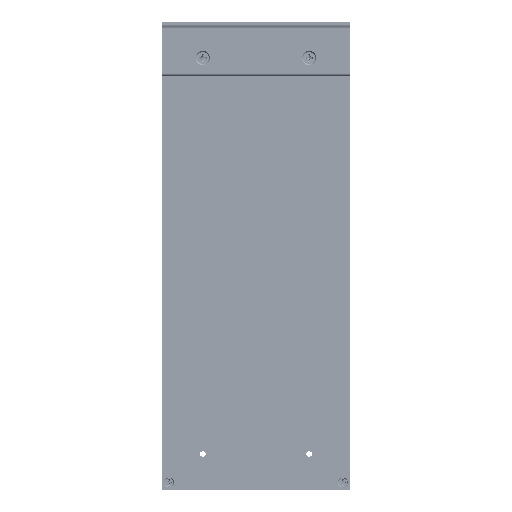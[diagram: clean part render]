
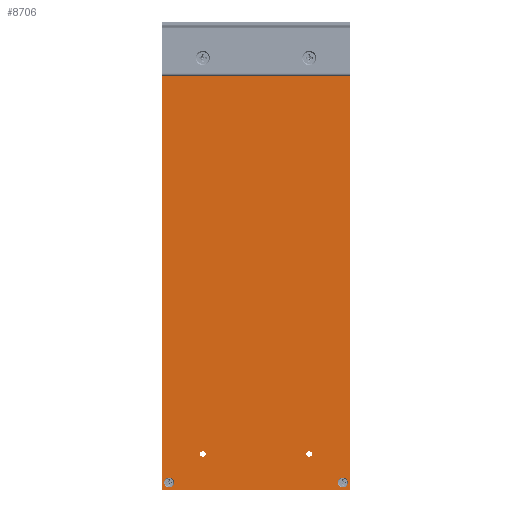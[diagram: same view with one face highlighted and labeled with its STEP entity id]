
A CAD part, front view. The second image highlights one B-rep face of the part: STEP entity #8706.
In plain terms, the highlighted planar face has unit normal (0, -1, 0).
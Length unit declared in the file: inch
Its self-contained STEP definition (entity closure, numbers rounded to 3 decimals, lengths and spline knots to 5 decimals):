
#713 = VECTOR ( 'NONE', #91801, 39.37008 ) ;
#6605 = FACE_BOUND ( 'NONE', #82422, .T. ) ;
#8706 = ADVANCED_FACE ( 'NONE', ( #16872, #6605, #48132, #131470, #37950, #111018, #112376, #59723, #70030 ), #17543, .T. ) ;
#11449 = DIRECTION ( 'NONE',  ( 0., 1., 0. ) ) ;
#13284 = VECTOR ( 'NONE', #63639, 39.37008 ) ;
#13312 = EDGE_CURVE ( 'NONE', #132224, #132224, #49307, .T. ) ;
#13317 = VERTEX_POINT ( 'NONE', #34382 ) ;
#14313 = ORIENTED_EDGE ( 'NONE', *, *, #61317, .T. ) ;
#14732 = EDGE_LOOP ( 'NONE', ( #24224 ) ) ;
#16016 = DIRECTION ( 'NONE',  ( 0., 1., 0. ) ) ;
#16452 = CARTESIAN_POINT ( 'NONE',  ( 0.10603, -0.31353, 1.07799 ) ) ;
#16872 = FACE_BOUND ( 'NONE', #108231, .T. ) ;
#17543 = PLANE ( 'NONE',  #133747 ) ;
#17553 = EDGE_LOOP ( 'NONE', ( #59667 ) ) ;
#18003 = DIRECTION ( 'NONE',  ( 0., 1., 0. ) ) ;
#18798 = CARTESIAN_POINT ( 'NONE',  ( 3.05879, -0.31353, 12.07799 ) ) ;
#19476 = VERTEX_POINT ( 'NONE', #18798 ) ;
#19675 = DIRECTION ( 'NONE',  ( 0., 0., 1. ) ) ;
#21029 = EDGE_LOOP ( 'NONE', ( #40728 ) ) ;
#21035 = VERTEX_POINT ( 'NONE', #59689 ) ;
#24224 = ORIENTED_EDGE ( 'NONE', *, *, #13312, .T. ) ;
#24429 = AXIS2_PLACEMENT_3D ( 'NONE', #120301, #26766, #107322 ) ;
#25325 = VERTEX_POINT ( 'NONE', #36169 ) ;
#25460 = VERTEX_POINT ( 'NONE', #121483 ) ;
#26125 = CIRCLE ( 'NONE', #74023, 0.1378 ) ;
#26766 = DIRECTION ( 'NONE',  ( 0., 1., 0. ) ) ;
#27800 = CARTESIAN_POINT ( 'NONE',  ( 3.99391, -0.31353, 0.0722 ) ) ;
#27865 = CARTESIAN_POINT ( 'NONE',  ( 3.05879, -0.31353, 1.07799 ) ) ;
#30999 = ORIENTED_EDGE ( 'NONE', *, *, #124191, .T. ) ;
#32876 = EDGE_LOOP ( 'NONE', ( #30999 ) ) ;
#34127 = EDGE_LOOP ( 'NONE', ( #93426 ) ) ;
#34382 = CARTESIAN_POINT ( 'NONE',  ( -0.82908, -0.31353, 0.0722 ) ) ;
#34674 = VECTOR ( 'NONE', #92003, 39.37008 ) ;
#35204 = VERTEX_POINT ( 'NONE', #48054 ) ;
#35550 = DIRECTION ( 'NONE',  ( 1., 0., 0. ) ) ;
#36169 = CARTESIAN_POINT ( 'NONE',  ( -1.02759, -0.31353, 0. ) ) ;
#37950 = FACE_BOUND ( 'NONE', #21029, .T. ) ;
#40728 = ORIENTED_EDGE ( 'NONE', *, *, #45675, .T. ) ;
#42546 = DIRECTION ( 'NONE',  ( 0., 1., 0. ) ) ;
#43855 = AXIS2_PLACEMENT_3D ( 'NONE', #119776, #16016, #67810 ) ;
#45675 = EDGE_CURVE ( 'NONE', #130444, #130444, #114892, .T. ) ;
#46286 = VERTEX_POINT ( 'NONE', #27865 ) ;
#46372 = CARTESIAN_POINT ( 'NONE',  ( 3.99391, -0.31353, 0.21 ) ) ;
#46398 = VERTEX_POINT ( 'NONE', #16452 ) ;
#48054 = CARTESIAN_POINT ( 'NONE',  ( -0.82908, -0.31353, 12.6522 ) ) ;
#48132 = FACE_BOUND ( 'NONE', #32876, .T. ) ;
#48192 = EDGE_CURVE ( 'NONE', #105562, #25325, #105345, .T. ) ;
#49307 = CIRCLE ( 'NONE', #125662, 0.1378 ) ;
#50104 = EDGE_CURVE ( 'NONE', #46286, #46286, #95066, .T. ) ;
#51525 = DIRECTION ( 'NONE',  ( 0., -1., 0. ) ) ;
#52640 = LINE ( 'NONE', #107253, #713 ) ;
#52916 = DIRECTION ( 'NONE',  ( 0., 1., 0. ) ) ;
#58885 = DIRECTION ( 'NONE',  ( 0., 0., 1. ) ) ;
#59305 = ORIENTED_EDGE ( 'NONE', *, *, #48192, .T. ) ;
#59667 = ORIENTED_EDGE ( 'NONE', *, *, #50104, .T. ) ;
#59689 = CARTESIAN_POINT ( 'NONE',  ( 4.19241, -0.31353, 13. ) ) ;
#59723 = FACE_BOUND ( 'NONE', #17553, .T. ) ;
#61317 = EDGE_CURVE ( 'NONE', #46398, #46398, #108421, .T. ) ;
#61730 = CARTESIAN_POINT ( 'NONE',  ( 4.19241, -0.31353, 0. ) ) ;
#63639 = DIRECTION ( 'NONE',  ( 0., 0., -1. ) ) ;
#67810 = DIRECTION ( 'NONE',  ( 0., 0., -1. ) ) ;
#68131 = LINE ( 'NONE', #93350, #34674 ) ;
#68295 = CARTESIAN_POINT ( 'NONE',  ( 0.10603, -0.31353, 12.07799 ) ) ;
#69183 = DIRECTION ( 'NONE',  ( 0., 1., 0. ) ) ;
#70030 = FACE_OUTER_BOUND ( 'NONE', #84521, .T. ) ;
#72125 = EDGE_CURVE ( 'NONE', #35204, #35204, #89682, .T. ) ;
#73955 = EDGE_CURVE ( 'NONE', #19476, #19476, #133810, .T. ) ;
#73967 = DIRECTION ( 'NONE',  ( 0., 0., -1. ) ) ;
#74023 = AXIS2_PLACEMENT_3D ( 'NONE', #107376, #42546, #75292 ) ;
#74633 = DIRECTION ( 'NONE',  ( 0., 1., 0. ) ) ;
#75292 = DIRECTION ( 'NONE',  ( 0., 0., -1. ) ) ;
#81328 = EDGE_CURVE ( 'NONE', #21035, #105562, #68131, .T. ) ;
#82422 = EDGE_LOOP ( 'NONE', ( #100209 ) ) ;
#83210 = CIRCLE ( 'NONE', #24429, 0.1378 ) ;
#84324 = VERTEX_POINT ( 'NONE', #117774 ) ;
#84521 = EDGE_LOOP ( 'NONE', ( #114433, #114384, #59305, #111547 ) ) ;
#84556 = CARTESIAN_POINT ( 'NONE',  ( -1.02759, -0.31353, 13. ) ) ;
#85490 = CARTESIAN_POINT ( 'NONE',  ( -1.02759, -0.31353, 0. ) ) ;
#85675 = DIRECTION ( 'NONE',  ( 0., 0., 1. ) ) ;
#88345 = CARTESIAN_POINT ( 'NONE',  ( 0.10603, -0.31353, 1. ) ) ;
#88734 = AXIS2_PLACEMENT_3D ( 'NONE', #90330, #18003, #121749 ) ;
#89682 = CIRCLE ( 'NONE', #43855, 0.1378 ) ;
#89983 = EDGE_LOOP ( 'NONE', ( #14313 ) ) ;
#90330 = CARTESIAN_POINT ( 'NONE',  ( 0.10603, -0.31353, 12. ) ) ;
#91801 = DIRECTION ( 'NONE',  ( 0., 0., 1. ) ) ;
#92003 = DIRECTION ( 'NONE',  ( -1., 0., 0. ) ) ;
#93350 = CARTESIAN_POINT ( 'NONE',  ( 4.19241, -0.31353, 13. ) ) ;
#93426 = ORIENTED_EDGE ( 'NONE', *, *, #73955, .T. ) ;
#95066 = CIRCLE ( 'NONE', #101592, 0.07799 ) ;
#98185 = EDGE_CURVE ( 'NONE', #25460, #21035, #52640, .T. ) ;
#100209 = ORIENTED_EDGE ( 'NONE', *, *, #72125, .T. ) ;
#101592 = AXIS2_PLACEMENT_3D ( 'NONE', #117120, #52916, #85675 ) ;
#103308 = VECTOR ( 'NONE', #35550, 39.37008 ) ;
#103317 = AXIS2_PLACEMENT_3D ( 'NONE', #125404, #11449, #19675 ) ;
#104136 = DIRECTION ( 'NONE',  ( 0., 0., -1. ) ) ;
#105345 = LINE ( 'NONE', #85490, #13284 ) ;
#105562 = VERTEX_POINT ( 'NONE', #84556 ) ;
#107092 = ORIENTED_EDGE ( 'NONE', *, *, #114315, .T. ) ;
#107253 = CARTESIAN_POINT ( 'NONE',  ( 4.19241, -0.31353, 0. ) ) ;
#107322 = DIRECTION ( 'NONE',  ( 0., 0., -1. ) ) ;
#107376 = CARTESIAN_POINT ( 'NONE',  ( 3.99391, -0.31353, 12.79 ) ) ;
#108231 = EDGE_LOOP ( 'NONE', ( #107092 ) ) ;
#108421 = CIRCLE ( 'NONE', #123748, 0.07799 ) ;
#111018 = FACE_BOUND ( 'NONE', #34127, .T. ) ;
#111547 = ORIENTED_EDGE ( 'NONE', *, *, #125899, .T. ) ;
#112376 = FACE_BOUND ( 'NONE', #89983, .T. ) ;
#114315 = EDGE_CURVE ( 'NONE', #84324, #84324, #26125, .T. ) ;
#114384 = ORIENTED_EDGE ( 'NONE', *, *, #81328, .T. ) ;
#114433 = ORIENTED_EDGE ( 'NONE', *, *, #98185, .T. ) ;
#114892 = CIRCLE ( 'NONE', #88734, 0.07799 ) ;
#115540 = CARTESIAN_POINT ( 'NONE',  ( 4.19241, -0.31353, 0. ) ) ;
#117120 = CARTESIAN_POINT ( 'NONE',  ( 3.05879, -0.31353, 1. ) ) ;
#117774 = CARTESIAN_POINT ( 'NONE',  ( 3.99391, -0.31353, 12.6522 ) ) ;
#119776 = CARTESIAN_POINT ( 'NONE',  ( -0.82908, -0.31353, 12.79 ) ) ;
#120301 = CARTESIAN_POINT ( 'NONE',  ( -0.82908, -0.31353, 0.21 ) ) ;
#121483 = CARTESIAN_POINT ( 'NONE',  ( 4.19241, -0.31353, 0. ) ) ;
#121749 = DIRECTION ( 'NONE',  ( 0., 0., 1. ) ) ;
#123748 = AXIS2_PLACEMENT_3D ( 'NONE', #88345, #69183, #58885 ) ;
#124191 = EDGE_CURVE ( 'NONE', #13317, #13317, #83210, .T. ) ;
#125404 = CARTESIAN_POINT ( 'NONE',  ( 3.05879, -0.31353, 12. ) ) ;
#125662 = AXIS2_PLACEMENT_3D ( 'NONE', #46372, #74633, #73967 ) ;
#125899 = EDGE_CURVE ( 'NONE', #25325, #25460, #126389, .T. ) ;
#126389 = LINE ( 'NONE', #115540, #103308 ) ;
#130444 = VERTEX_POINT ( 'NONE', #68295 ) ;
#131470 = FACE_BOUND ( 'NONE', #14732, .T. ) ;
#132224 = VERTEX_POINT ( 'NONE', #27800 ) ;
#133747 = AXIS2_PLACEMENT_3D ( 'NONE', #61730, #51525, #104136 ) ;
#133810 = CIRCLE ( 'NONE', #103317, 0.07799 ) ;
